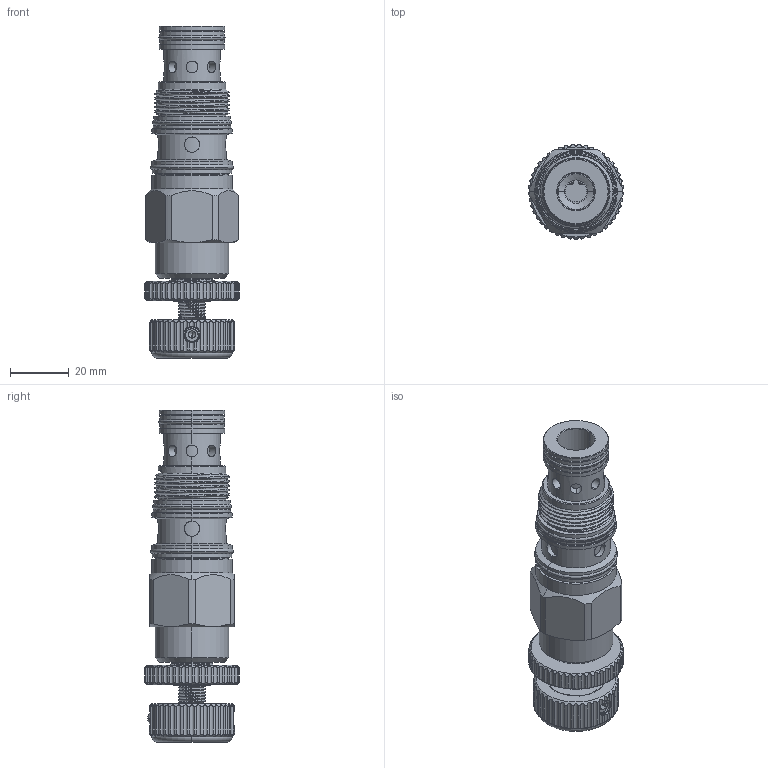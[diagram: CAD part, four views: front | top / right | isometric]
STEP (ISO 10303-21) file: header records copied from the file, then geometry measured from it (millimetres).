
FILE_DESCRIPTION (( 'STEP AP203' ), '1' );
FILE_NAME ('FR2A3F-K.STEP', '2016-05-20T07:33:18', ( '' ), ( '' ), 'SwSTEP 2.0', 'SolidWorks 2012', '' );
FILE_SCHEMA (( 'CONFIG_CONTROL_DESIGN' ));
Length unit declared in the file: millimetre
Products named in the file (1): FR2A3F-K
Bounding box: 32.2 x 32.18 x 112.76 mm (x, y, z)
Volume: 53692.8 mm3; surface area: 20454.7 mm2
Topology: 12 solids, 12 shells, 935 faces, 2531 edges, 1616 vertices
Faces by surface type: cylinder 474, plane 227, torus 91, cone 89, bspline 50, sphere 4
Entity records: 60687 total; most frequent: CARTESIAN_POINT 38634, ORIENTED_EDGE 4992, DIRECTION 4190, EDGE_CURVE 2496, AXIS2_PLACEMENT_3D 1647, VERTEX_POINT 1610, EDGE_LOOP 990, FACE_OUTER_BOUND 935
